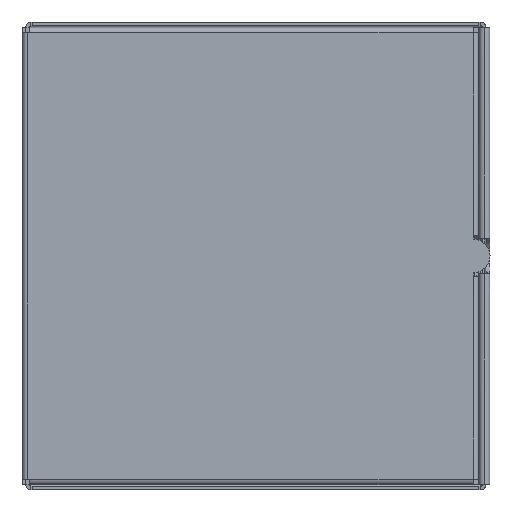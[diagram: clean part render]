
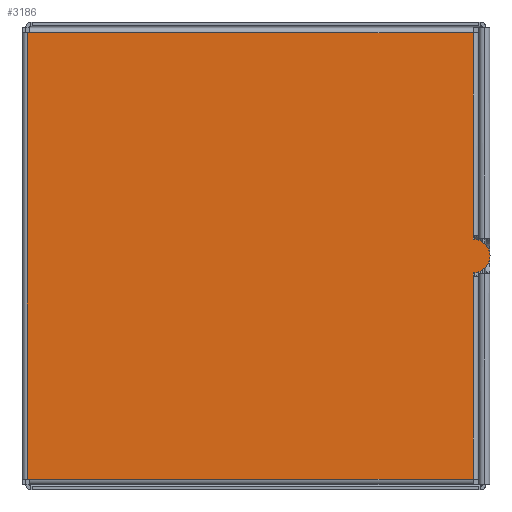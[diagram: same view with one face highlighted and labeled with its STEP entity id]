
A CAD part, top view. The second image highlights one B-rep face of the part: STEP entity #3186.
In plain terms, the highlighted planar face has unit normal (0, 0, 1).
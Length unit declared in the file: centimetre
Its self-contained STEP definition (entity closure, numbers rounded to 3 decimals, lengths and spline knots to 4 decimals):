
#106=PLANE('',#3443);
#162=CIRCLE('',#3274,1.5081);
#406=FACE_OUTER_BOUND('',#594,.T.);
#594=EDGE_LOOP('',(#2721,#2722,#2723,#2724,#2725,#2726,#2727,#2728,#2729,
#2730));
#694=LINE('',#4728,#1062);
#695=LINE('',#4730,#1063);
#705=LINE('',#4758,#1073);
#752=LINE('',#4871,#1120);
#792=LINE('',#4968,#1160);
#797=LINE('',#4980,#1165);
#924=LINE('',#5280,#1292);
#930=LINE('',#5293,#1298);
#937=LINE('',#5311,#1305);
#1062=VECTOR('',#3574,1.);
#1063=VECTOR('',#3577,1.);
#1073=VECTOR('',#3607,1.);
#1120=VECTOR('',#3702,1.);
#1160=VECTOR('',#3794,1.);
#1165=VECTOR('',#3809,1.);
#1292=VECTOR('',#4114,1.);
#1298=VECTOR('',#4132,1.);
#1305=VECTOR('',#4153,1.);
#1432=VERTEX_POINT('',#4659);
#1436=VERTEX_POINT('',#4696);
#1441=VERTEX_POINT('',#4721);
#1442=VERTEX_POINT('',#4723);
#1450=VERTEX_POINT('',#4756);
#1490=VERTEX_POINT('',#4867);
#1492=VERTEX_POINT('',#4870);
#1495=VERTEX_POINT('',#4877);
#1522=VERTEX_POINT('',#4958);
#1523=VERTEX_POINT('',#4962);
#1713=EDGE_CURVE('',#1442,#1441,#162,.T.);
#1716=EDGE_CURVE('',#1441,#1436,#694,.T.);
#1717=EDGE_CURVE('',#1432,#1442,#695,.T.);
#1732=EDGE_CURVE('',#1436,#1450,#705,.T.);
#1788=EDGE_CURVE('',#1492,#1490,#752,.T.);
#1838=EDGE_CURVE('',#1522,#1523,#792,.T.);
#1844=EDGE_CURVE('',#1523,#1495,#797,.T.);
#1997=EDGE_CURVE('',#1450,#1492,#924,.T.);
#2003=EDGE_CURVE('',#1522,#1432,#930,.T.);
#2012=EDGE_CURVE('',#1490,#1495,#937,.T.);
#2721=ORIENTED_EDGE('',*,*,#1997,.T.);
#2722=ORIENTED_EDGE('',*,*,#1788,.T.);
#2723=ORIENTED_EDGE('',*,*,#2012,.T.);
#2724=ORIENTED_EDGE('',*,*,#1844,.F.);
#2725=ORIENTED_EDGE('',*,*,#1838,.F.);
#2726=ORIENTED_EDGE('',*,*,#2003,.T.);
#2727=ORIENTED_EDGE('',*,*,#1717,.T.);
#2728=ORIENTED_EDGE('',*,*,#1713,.T.);
#2729=ORIENTED_EDGE('',*,*,#1716,.T.);
#2730=ORIENTED_EDGE('',*,*,#1732,.T.);
#3186=ADVANCED_FACE('',(#406),#106,.T.);
#3274=AXIS2_PLACEMENT_3D('',#4724,#3568,#3569);
#3443=AXIS2_PLACEMENT_3D('',#5310,#4151,#4152);
#3568=DIRECTION('center_axis',(0.,0.,
1.));
#3569=DIRECTION('ref_axis',(0.,-1.,0.));
#3574=DIRECTION('',(0.,1.,0.));
#3577=DIRECTION('',(0.,1.,0.));
#3607=DIRECTION('',(0.,1.,0.));
#3702=DIRECTION('',(-1.,0.,0.));
#3794=DIRECTION('',(-1.,0.,0.));
#3809=DIRECTION('',(-1.,0.,0.));
#4114=DIRECTION('',(-1.,0.,0.));
#4132=DIRECTION('',(0.,1.,0.));
#4151=DIRECTION('center_axis',(0.,0.,
1.));
#4152=DIRECTION('ref_axis',(1.,0.,0.));
#4153=DIRECTION('',(0.,-1.,0.));
#4659=CARTESIAN_POINT('',(19.4754,-1.8256,5.08));
#4696=CARTESIAN_POINT('',(19.4754,1.8256,5.08));
#4721=CARTESIAN_POINT('',(19.4754,1.5081,5.08));
#4723=CARTESIAN_POINT('',(19.4754,-1.5081,5.08));
#4724=CARTESIAN_POINT('Origin',(19.4754,0.,5.08));
#4728=CARTESIAN_POINT('',(19.4755,5.1197,5.08));
#4730=CARTESIAN_POINT('',(19.4755,5.1197,5.08));
#4756=CARTESIAN_POINT('',(19.4755,20.0025,5.08));
#4758=CARTESIAN_POINT('',(19.4755,5.1197,5.08));
#4867=CARTESIAN_POINT('',(-20.4787,20.0025,5.08));
#4870=CARTESIAN_POINT('',(-20.2946,20.0025,5.08));
#4871=CARTESIAN_POINT('',(9.4888,20.0025,5.08));
#4877=CARTESIAN_POINT('',(-20.4787,-20.0025,5.08));
#4958=CARTESIAN_POINT('',(19.4755,-20.0025,5.08));
#4962=CARTESIAN_POINT('',(-20.2946,-20.0025,5.08));
#4968=CARTESIAN_POINT('',(9.4888,-20.0025,5.08));
#4980=CARTESIAN_POINT('',(9.4888,-20.0025,5.08));
#5280=CARTESIAN_POINT('',(9.4888,20.0025,5.08));
#5293=CARTESIAN_POINT('',(19.4755,5.1197,5.08));
#5310=CARTESIAN_POINT('Origin',(-0.4979,10.2394,5.08));
#5311=CARTESIAN_POINT('',(-20.4788,10.2394,5.08));
